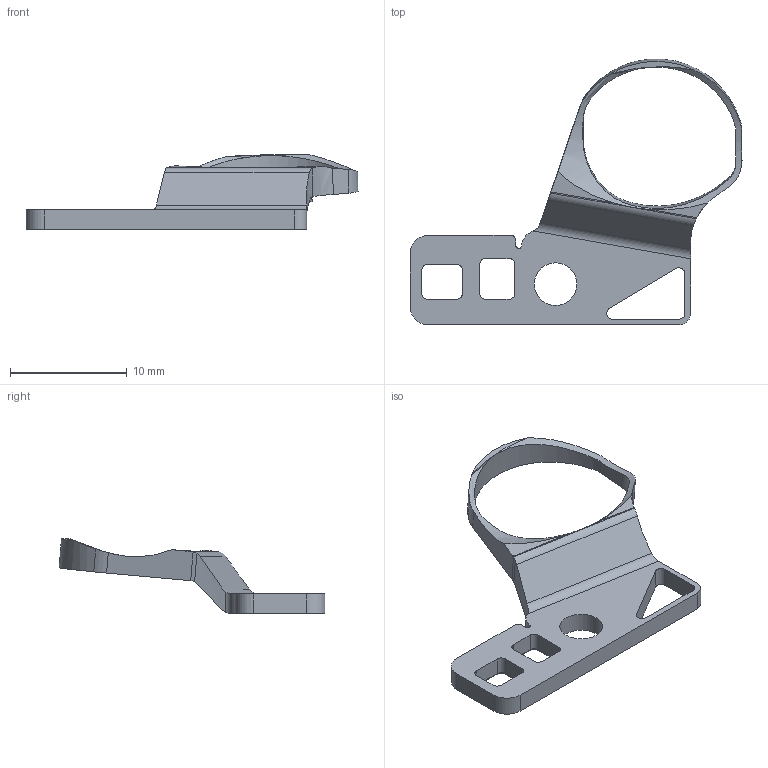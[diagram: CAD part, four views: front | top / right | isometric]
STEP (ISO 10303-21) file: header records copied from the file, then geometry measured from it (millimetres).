
FILE_DESCRIPTION(/* description */ (''),/* implementation_level */ '2;1');
FILE_NAME(/* name */ '0160-100-57_FR.step',/* time_stamp */ '2025-07-21T15:55:34+02:00',/* author */ (''),/* organization */ (''),/* preprocessor_version */ 'ST-DEVELOPER v20.1',/* originating_system */ 'Autodesk Translation Framework v14.10.0.0',/* authorisation */ '');
FILE_SCHEMA (('AUTOMOTIVE_DESIGN { 1 0 10303 214 3 1 1 }'));
Length unit declared in the file: millimetre
Products named in the file (1): 0160-100-57
Bounding box: 28.5 x 22.82 x 6.42 mm (x, y, z)
Volume: 372.9 mm3; surface area: 850.2 mm2
Topology: 2 solids, 2 shells, 99 faces, 264 edges, 170 vertices
Faces by surface type: plane 35, bspline 33, cylinder 30, cone 1
Full cylindrical faces by diameter (mm): 1.1 x1, 3.66 x1
Entity records: 4152 total; most frequent: CARTESIAN_POINT 1848, ORIENTED_EDGE 526, DIRECTION 372, EDGE_CURVE 263, VERTEX_POINT 170, LINE 128, VECTOR 128, AXIS2_PLACEMENT_3D 122
